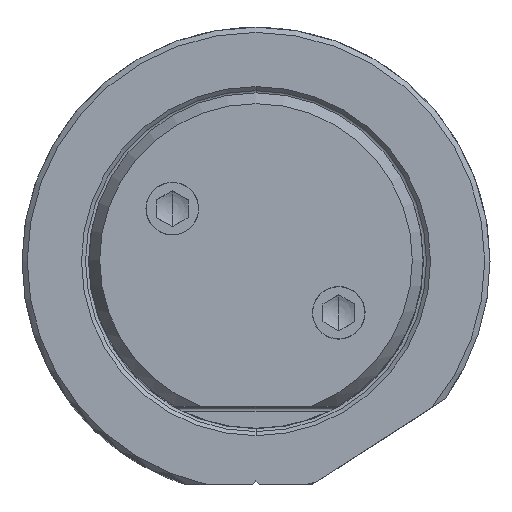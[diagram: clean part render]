
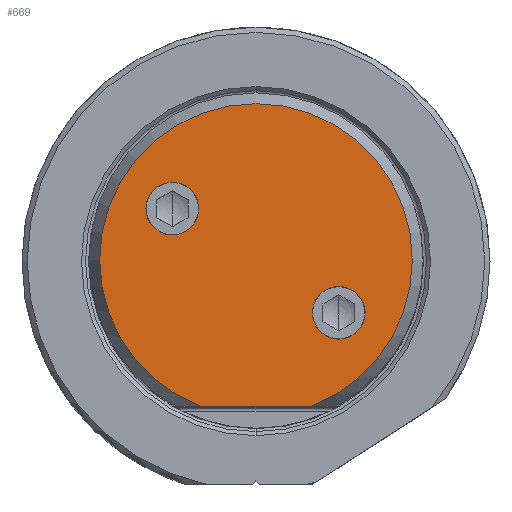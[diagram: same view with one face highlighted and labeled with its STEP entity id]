
A CAD part, top view. The second image highlights one B-rep face of the part: STEP entity #669.
In plain terms, the highlighted planar face has unit normal (0, 0, 1).
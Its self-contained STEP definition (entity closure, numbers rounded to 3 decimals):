
#124=PLANE('',#5797);
#669=ADVANCED_FACE('',(#921,#922,#923),#124,.T.);
#921=FACE_BOUND('',#1096,.T.);
#922=FACE_BOUND('',#1097,.T.);
#923=FACE_BOUND('',#1098,.T.);
#1096=EDGE_LOOP('',(#3134,#3135,#3136,#3137));
#1097=EDGE_LOOP('',(#3138,#3139,#3140,#3141));
#1098=EDGE_LOOP('',(#3142,#3143,#3144,#3145));
#1253=ELLIPSE('',#5790,2.004,2.);
#1254=ELLIPSE('',#5793,2.004,2.);
#1441=LINE('',#11917,#1745);
#1745=VECTOR('',#6950,1.);
#2014=CIRCLE('',#5785,14.847);
#2015=CIRCLE('',#5786,14.847);
#2016=CIRCLE('',#5787,14.847);
#2017=CIRCLE('',#5789,2.5);
#2018=CIRCLE('',#5791,2.5);
#2019=CIRCLE('',#5792,2.5);
#2020=CIRCLE('',#5794,2.5);
#2021=CIRCLE('',#5795,2.5);
#2022=CIRCLE('',#5796,2.5);
#3134=ORIENTED_EDGE('',*,*,#4836,.T.);
#3135=ORIENTED_EDGE('',*,*,#4835,.T.);
#3136=ORIENTED_EDGE('',*,*,#4832,.T.);
#3137=ORIENTED_EDGE('',*,*,#4837,.T.);
#3138=ORIENTED_EDGE('',*,*,#4838,.T.);
#3139=ORIENTED_EDGE('',*,*,#4839,.F.);
#3140=ORIENTED_EDGE('',*,*,#4840,.T.);
#3141=ORIENTED_EDGE('',*,*,#4841,.T.);
#3142=ORIENTED_EDGE('',*,*,#4842,.F.);
#3143=ORIENTED_EDGE('',*,*,#4843,.T.);
#3144=ORIENTED_EDGE('',*,*,#4844,.T.);
#3145=ORIENTED_EDGE('',*,*,#4845,.T.);
#4138=VERTEX_POINT('',#11918);
#4139=VERTEX_POINT('',#11919);
#4140=VERTEX_POINT('',#11930);
#4141=VERTEX_POINT('',#11932);
#4142=VERTEX_POINT('',#11936);
#4143=VERTEX_POINT('',#11937);
#4144=VERTEX_POINT('',#11939);
#4145=VERTEX_POINT('',#11941);
#4146=VERTEX_POINT('',#11944);
#4147=VERTEX_POINT('',#11945);
#4148=VERTEX_POINT('',#11947);
#4149=VERTEX_POINT('',#11949);
#4832=EDGE_CURVE('',#4138,#4139,#1441,.T.);
#4835=EDGE_CURVE('',#4140,#4138,#2014,.T.);
#4836=EDGE_CURVE('',#4141,#4140,#2015,.T.);
#4837=EDGE_CURVE('',#4139,#4141,#2016,.T.);
#4838=EDGE_CURVE('',#4142,#4143,#2017,.T.);
#4839=EDGE_CURVE('',#4144,#4143,#1253,.T.);
#4840=EDGE_CURVE('',#4144,#4145,#2018,.T.);
#4841=EDGE_CURVE('',#4145,#4142,#2019,.T.);
#4842=EDGE_CURVE('',#4146,#4147,#1254,.T.);
#4843=EDGE_CURVE('',#4146,#4148,#2020,.T.);
#4844=EDGE_CURVE('',#4148,#4149,#2021,.T.);
#4845=EDGE_CURVE('',#4149,#4147,#2022,.T.);
#5785=AXIS2_PLACEMENT_3D('',#11929,#6953,#6954);
#5786=AXIS2_PLACEMENT_3D('',#11931,#6955,#6956);
#5787=AXIS2_PLACEMENT_3D('',#11933,#6957,#6958);
#5789=AXIS2_PLACEMENT_3D('',#11935,#6961,#6962);
#5790=AXIS2_PLACEMENT_3D('',#11938,#6963,#6964);
#5791=AXIS2_PLACEMENT_3D('',#11940,#6965,#6966);
#5792=AXIS2_PLACEMENT_3D('',#11942,#6967,#6968);
#5793=AXIS2_PLACEMENT_3D('',#11943,#6969,#6970);
#5794=AXIS2_PLACEMENT_3D('',#11946,#6971,#6972);
#5795=AXIS2_PLACEMENT_3D('',#11948,#6973,#6974);
#5796=AXIS2_PLACEMENT_3D('',#11950,#6975,#6976);
#5797=AXIS2_PLACEMENT_3D('',#11951,#6977,#6978);
#6950=DIRECTION('',(1.,0.,0.));
#6953=DIRECTION('',(0.,0.,1.));
#6954=DIRECTION('',(-1.,0.,0.));
#6955=DIRECTION('',(0.,0.,1.));
#6956=DIRECTION('',(1.,0.,0.));
#6957=DIRECTION('',(0.,0.,1.));
#6958=DIRECTION('',(0.356,-0.935,0.));
#6961=DIRECTION('',(0.,0.,-1.));
#6962=DIRECTION('',(1.,0.,0.));
#6963=DIRECTION('',(0.,0.,1.));
#6964=DIRECTION('',(0.824,0.566,0.));
#6965=DIRECTION('',(0.,0.,-1.));
#6966=DIRECTION('',(-0.953,-0.304,0.));
#6967=DIRECTION('',(0.,0.,-1.));
#6968=DIRECTION('',(-1.,0.,0.));
#6969=DIRECTION('',(0.,0.,1.));
#6970=DIRECTION('',(-0.834,-0.552,0.));
#6971=DIRECTION('',(0.,0.,-1.));
#6972=DIRECTION('',(0.958,0.288,0.));
#6973=DIRECTION('',(0.,0.,-1.));
#6974=DIRECTION('',(1.,0.,0.));
#6975=DIRECTION('',(0.,0.,-1.));
#6976=DIRECTION('',(-1.,0.,0.));
#6977=DIRECTION('',(0.,0.,1.));
#6978=DIRECTION('',(1.,0.,0.));
#11917=CARTESIAN_POINT('',(-5.284,-13.875,60.33));
#11918=CARTESIAN_POINT('',(-5.284,-13.875,60.33));
#11919=CARTESIAN_POINT('',(5.284,-13.875,60.33));
#11929=CARTESIAN_POINT('',(0.,0.,60.33));
#11930=CARTESIAN_POINT('',(-14.847,0.,60.33));
#11931=CARTESIAN_POINT('',(0.,0.,60.33));
#11932=CARTESIAN_POINT('',(14.847,0.,60.33));
#11933=CARTESIAN_POINT('',(0.,0.,60.33));
#11935=CARTESIAN_POINT('',(-7.948,4.879,60.33));
#11936=CARTESIAN_POINT('',(-5.448,4.879,60.33));
#11937=CARTESIAN_POINT('',(-10.097,3.603,60.33));
#11938=CARTESIAN_POINT('',(-8.404,4.676,60.33));
#11939=CARTESIAN_POINT('',(-10.329,4.119,60.33));
#11940=CARTESIAN_POINT('',(-7.948,4.879,60.33));
#11941=CARTESIAN_POINT('',(-10.448,4.879,60.33));
#11942=CARTESIAN_POINT('',(-7.948,4.879,60.33));
#11943=CARTESIAN_POINT('',(8.322,-4.822,60.33));
#11944=CARTESIAN_POINT('',(10.256,-4.298,60.33));
#11945=CARTESIAN_POINT('',(10.033,-3.779,60.33));
#11946=CARTESIAN_POINT('',(7.861,-5.017,60.33));
#11947=CARTESIAN_POINT('',(10.361,-5.017,60.33));
#11948=CARTESIAN_POINT('',(7.861,-5.017,60.33));
#11949=CARTESIAN_POINT('',(5.361,-5.017,60.33));
#11950=CARTESIAN_POINT('',(7.861,-5.017,60.33));
#11951=CARTESIAN_POINT('',(0.,0.486,60.33));
